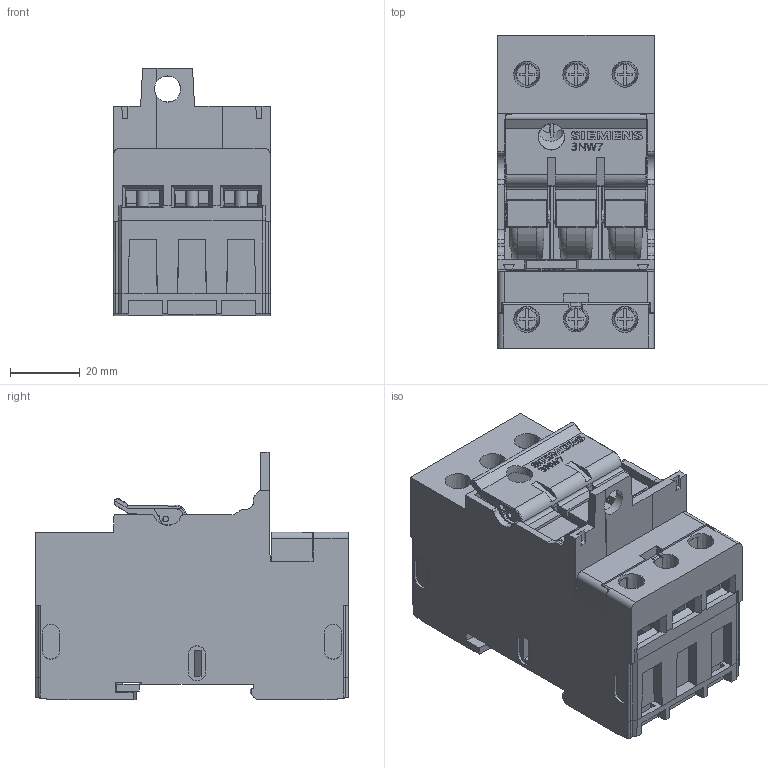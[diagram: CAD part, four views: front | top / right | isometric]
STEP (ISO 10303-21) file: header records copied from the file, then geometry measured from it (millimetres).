
FILE_DESCRIPTION(/* description */ (''),/* implementation_level */ '2;1');
FILE_NAME(/* name */ '3NW7033-1_3NW7533-1HG_3D_v.stp',/* time_stamp */ '2024-03-18T10:59:45+01:00',/* author */ (''),/* organization */ (''),/* preprocessor_version */ 'ST-DEVELOPER v18.101',/* originating_system */ 'SIEMENS PLM Software NX 2008',/* authorisation */ '');
FILE_SCHEMA (('AUTOMOTIVE_DESIGN { 1 0 10303 214 3 1 1 1 }'));
Products named in the file (1): 3NW70xx-1_3NW7533-1HG_3D_v_stp
Bounding box: 45.02 x 89.9 x 71.17 mm (x, y, z)
Volume: 135116.7 mm3; surface area: 67335.1 mm2
Topology: 7 solids, 10 shells, 1751 faces, 4958 edges, 3189 vertices
Faces by surface type: plane 1395, cylinder 206, cone 86, torus 42, extrusion 11, sphere 5, bspline 5, revolution 1
Full cylindrical faces by diameter (mm): 3.505 x6, 7.5 x1
Entity records: 69684 total; most frequent: CARTESIAN_POINT 13611, ORIENTED_EDGE 9812, DIRECTION 7985, EDGE_CURVE 4906, VECTOR 3690, LINE 3679, VERTEX_POINT 3165, AXIS2_PLACEMENT_3D 2147
